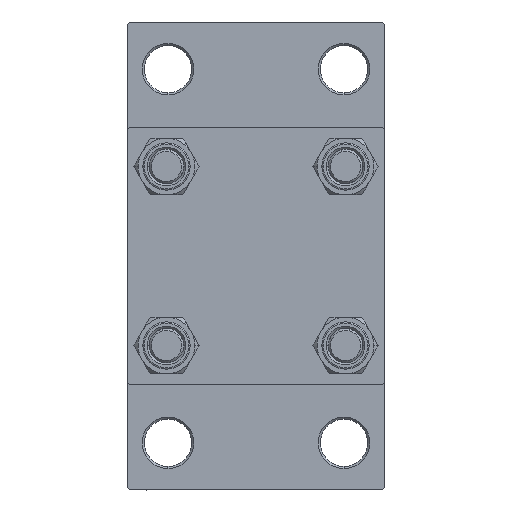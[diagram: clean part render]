
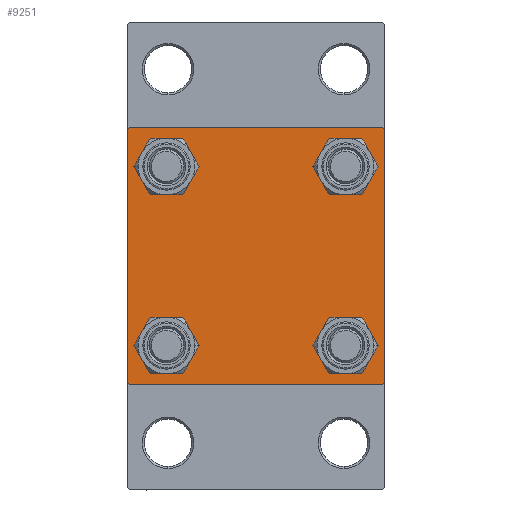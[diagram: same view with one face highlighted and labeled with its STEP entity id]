
A CAD part, left-side view. The second image highlights one B-rep face of the part: STEP entity #9251.
In plain terms, the highlighted planar face has unit normal (-1, 0, 0).
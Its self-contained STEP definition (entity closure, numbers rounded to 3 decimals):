
#112 = ORIENTED_EDGE ( 'NONE', *, *, #36859, .T. ) ;
#768 = VERTEX_POINT ( 'NONE', #29872 ) ;
#841 = CARTESIAN_POINT ( 'NONE',  ( 0., 20.85, 20.85 ) ) ;
#1473 = VERTEX_POINT ( 'NONE', #38820 ) ;
#1660 = CARTESIAN_POINT ( 'NONE',  ( 0., 20.85, -20.85 ) ) ;
#2584 = DIRECTION ( 'NONE',  ( 0., -0.707, -0.707 ) ) ;
#2939 = CARTESIAN_POINT ( 'NONE',  ( 0., 20.85, 16.35 ) ) ;
#3354 = CARTESIAN_POINT ( 'NONE',  ( 0., -30., -29.5 ) ) ;
#3627 = CIRCLE ( 'NONE', #30509, 4.5 ) ;
#3736 = EDGE_CURVE ( 'NONE', #20328, #35376, #44846, .T. ) ;
#4218 = EDGE_CURVE ( 'NONE', #39596, #26173, #21232, .T. ) ;
#4231 = CARTESIAN_POINT ( 'NONE',  ( 0., -20.85, 16.35 ) ) ;
#4448 = CARTESIAN_POINT ( 'NONE',  ( 0., -30., 30. ) ) ;
#4478 = CARTESIAN_POINT ( 'NONE',  ( 0., 20.85, -20.85 ) ) ;
#4764 = CARTESIAN_POINT ( 'NONE',  ( 0., -20.85, 20.85 ) ) ;
#5742 = CARTESIAN_POINT ( 'NONE',  ( 0., -30., 29.5 ) ) ;
#5761 = ORIENTED_EDGE ( 'NONE', *, *, #18822, .T. ) ;
#6409 = CIRCLE ( 'NONE', #31003, 4.5 ) ;
#6873 = DIRECTION ( 'NONE',  ( 1., 0., 0. ) ) ;
#6880 = CARTESIAN_POINT ( 'NONE',  ( 0., -29.5, 30. ) ) ;
#7247 = EDGE_CURVE ( 'NONE', #39596, #24803, #26843, .T. ) ;
#7448 = FACE_OUTER_BOUND ( 'NONE', #19205, .T. ) ;
#7600 = DIRECTION ( 'NONE',  ( 1., 0., 0. ) ) ;
#8218 = EDGE_LOOP ( 'NONE', ( #47244, #36418 ) ) ;
#8294 = DIRECTION ( 'NONE',  ( 0., 0., -1. ) ) ;
#8783 = VECTOR ( 'NONE', #46960, 1000. ) ;
#8834 = DIRECTION ( 'NONE',  ( 1., 0., 0. ) ) ;
#9251 = ADVANCED_FACE ( 'NONE', ( #15361, #40375, #27328, #44463, #7448 ), #18746, .T. ) ;
#9528 = EDGE_CURVE ( 'NONE', #29253, #23524, #45770, .T. ) ;
#9870 = LINE ( 'NONE', #42827, #43273 ) ;
#10326 = EDGE_CURVE ( 'NONE', #40364, #44512, #38879, .T. ) ;
#10531 = DIRECTION ( 'NONE',  ( 0., 0.707, 0.707 ) ) ;
#11210 = CARTESIAN_POINT ( 'NONE',  ( 0., -29.75, -29.75 ) ) ;
#11717 = EDGE_CURVE ( 'NONE', #768, #28966, #3627, .T. ) ;
#11887 = EDGE_LOOP ( 'NONE', ( #32091, #39357 ) ) ;
#12068 = CARTESIAN_POINT ( 'NONE',  ( 0., -29.5, -30. ) ) ;
#13145 = ORIENTED_EDGE ( 'NONE', *, *, #9528, .T. ) ;
#13312 = CARTESIAN_POINT ( 'NONE',  ( 0., 20.85, 20.85 ) ) ;
#14457 = ORIENTED_EDGE ( 'NONE', *, *, #46697, .T. ) ;
#15107 = AXIS2_PLACEMENT_3D ( 'NONE', #13312, #16453, #46025 ) ;
#15361 = FACE_BOUND ( 'NONE', #35699, .T. ) ;
#15981 = CARTESIAN_POINT ( 'NONE',  ( 0., 20.85, -25.35 ) ) ;
#16453 = DIRECTION ( 'NONE',  ( 1., 0., 0. ) ) ;
#18122 = EDGE_CURVE ( 'NONE', #23524, #29253, #35071, .T. ) ;
#18676 = CIRCLE ( 'NONE', #36339, 4.5 ) ;
#18746 = PLANE ( 'NONE',  #43483 ) ;
#18822 = EDGE_CURVE ( 'NONE', #43635, #35376, #47524, .T. ) ;
#18825 = CARTESIAN_POINT ( 'NONE',  ( 0., 30., 29.5 ) ) ;
#18903 = ORIENTED_EDGE ( 'NONE', *, *, #3736, .F. ) ;
#18927 = VERTEX_POINT ( 'NONE', #4231 ) ;
#18983 = CARTESIAN_POINT ( 'NONE',  ( 0., 0., 0. ) ) ;
#19108 = DIRECTION ( 'NONE',  ( 0., 0., 1. ) ) ;
#19160 = CARTESIAN_POINT ( 'NONE',  ( 0., 29.75, 29.75 ) ) ;
#19205 = EDGE_LOOP ( 'NONE', ( #14457, #42192, #112, #5761, #18903, #19865, #42623, #34476 ) ) ;
#19861 = DIRECTION ( 'NONE',  ( 1., 0., 0. ) ) ;
#19865 = ORIENTED_EDGE ( 'NONE', *, *, #44170, .T. ) ;
#20171 = DIRECTION ( 'NONE',  ( 0., 0., 1. ) ) ;
#20328 = VERTEX_POINT ( 'NONE', #5742 ) ;
#20474 = AXIS2_PLACEMENT_3D ( 'NONE', #1660, #38427, #20171 ) ;
#21232 = LINE ( 'NONE', #32290, #8783 ) ;
#21523 = ORIENTED_EDGE ( 'NONE', *, *, #18122, .T. ) ;
#21546 = DIRECTION ( 'NONE',  ( 0., 0., 1. ) ) ;
#22870 = EDGE_CURVE ( 'NONE', #1473, #18927, #36029, .T. ) ;
#23504 = DIRECTION ( 'NONE',  ( 0., 0., 1. ) ) ;
#23524 = VERTEX_POINT ( 'NONE', #29458 ) ;
#24567 = DIRECTION ( 'NONE',  ( 0., 0., -1. ) ) ;
#24693 = CIRCLE ( 'NONE', #30859, 4.5 ) ;
#24803 = VERTEX_POINT ( 'NONE', #18825 ) ;
#25028 = AXIS2_PLACEMENT_3D ( 'NONE', #841, #33768, #19108 ) ;
#25147 = CARTESIAN_POINT ( 'NONE',  ( 0., -20.85, -20.85 ) ) ;
#25934 = VECTOR ( 'NONE', #37159, 1000. ) ;
#26173 = VERTEX_POINT ( 'NONE', #6880 ) ;
#26843 = LINE ( 'NONE', #19160, #32670 ) ;
#26955 = CARTESIAN_POINT ( 'NONE',  ( 0., 29.75, -29.75 ) ) ;
#27328 = FACE_BOUND ( 'NONE', #8218, .T. ) ;
#28072 = LINE ( 'NONE', #26955, #41549 ) ;
#28159 = CARTESIAN_POINT ( 'NONE',  ( 0., 29.5, 30. ) ) ;
#28323 = LINE ( 'NONE', #42753, #30828 ) ;
#28824 = CARTESIAN_POINT ( 'NONE',  ( 0., 30., -29.5 ) ) ;
#28966 = VERTEX_POINT ( 'NONE', #45877 ) ;
#29253 = VERTEX_POINT ( 'NONE', #2939 ) ;
#29458 = CARTESIAN_POINT ( 'NONE',  ( 0., 20.85, 25.35 ) ) ;
#29872 = CARTESIAN_POINT ( 'NONE',  ( 0., -20.85, -16.35 ) ) ;
#29984 = DIRECTION ( 'NONE',  ( 0., 0.707, -0.707 ) ) ;
#30509 = AXIS2_PLACEMENT_3D ( 'NONE', #25147, #6873, #21546 ) ;
#30730 = DIRECTION ( 'NONE',  ( 1., 0., 0. ) ) ;
#30828 = VECTOR ( 'NONE', #10531, 1000. ) ;
#30859 = AXIS2_PLACEMENT_3D ( 'NONE', #36200, #7600, #43676 ) ;
#31003 = AXIS2_PLACEMENT_3D ( 'NONE', #39015, #8834, #23504 ) ;
#31073 = DIRECTION ( 'NONE',  ( 0., -1., 0. ) ) ;
#31320 = CARTESIAN_POINT ( 'NONE',  ( 0., 30., 30. ) ) ;
#32091 = ORIENTED_EDGE ( 'NONE', *, *, #11717, .T. ) ;
#32290 = CARTESIAN_POINT ( 'NONE',  ( 0., 30., 30. ) ) ;
#32670 = VECTOR ( 'NONE', #29984, 1000. ) ;
#33404 = DIRECTION ( 'NONE',  ( 0., 0., 1. ) ) ;
#33717 = AXIS2_PLACEMENT_3D ( 'NONE', #4764, #30730, #34103 ) ;
#33768 = DIRECTION ( 'NONE',  ( 1., 0., 0. ) ) ;
#33955 = CARTESIAN_POINT ( 'NONE',  ( 0., 20.85, -16.35 ) ) ;
#34103 = DIRECTION ( 'NONE',  ( 0., 0., 1. ) ) ;
#34476 = ORIENTED_EDGE ( 'NONE', *, *, #7247, .T. ) ;
#35071 = CIRCLE ( 'NONE', #15107, 4.5 ) ;
#35376 = VERTEX_POINT ( 'NONE', #3354 ) ;
#35681 = EDGE_CURVE ( 'NONE', #44512, #40364, #18676, .T. ) ;
#35699 = EDGE_LOOP ( 'NONE', ( #37355, #45865 ) ) ;
#36029 = CIRCLE ( 'NONE', #33717, 4.5 ) ;
#36200 = CARTESIAN_POINT ( 'NONE',  ( 0., -20.85, -20.85 ) ) ;
#36291 = VECTOR ( 'NONE', #24567, 1000. ) ;
#36339 = AXIS2_PLACEMENT_3D ( 'NONE', #4478, #19861, #38117 ) ;
#36418 = ORIENTED_EDGE ( 'NONE', *, *, #10326, .T. ) ;
#36511 = EDGE_CURVE ( 'NONE', #18927, #1473, #6409, .T. ) ;
#36767 = DIRECTION ( 'NONE',  ( -1., 0., 0. ) ) ;
#36859 = EDGE_CURVE ( 'NONE', #45928, #43635, #9870, .T. ) ;
#37159 = DIRECTION ( 'NONE',  ( 0., -0.707, 0.707 ) ) ;
#37355 = ORIENTED_EDGE ( 'NONE', *, *, #22870, .T. ) ;
#38117 = DIRECTION ( 'NONE',  ( 0., 0., 1. ) ) ;
#38427 = DIRECTION ( 'NONE',  ( 1., 0., 0. ) ) ;
#38820 = CARTESIAN_POINT ( 'NONE',  ( 0., -20.85, 25.35 ) ) ;
#38879 = CIRCLE ( 'NONE', #20474, 4.5 ) ;
#39015 = CARTESIAN_POINT ( 'NONE',  ( 0., -20.85, 20.85 ) ) ;
#39357 = ORIENTED_EDGE ( 'NONE', *, *, #41232, .T. ) ;
#39596 = VERTEX_POINT ( 'NONE', #28159 ) ;
#39944 = VERTEX_POINT ( 'NONE', #28824 ) ;
#40364 = VERTEX_POINT ( 'NONE', #15981 ) ;
#40375 = FACE_BOUND ( 'NONE', #11887, .T. ) ;
#41232 = EDGE_CURVE ( 'NONE', #28966, #768, #24693, .T. ) ;
#41549 = VECTOR ( 'NONE', #2584, 1000. ) ;
#42192 = ORIENTED_EDGE ( 'NONE', *, *, #42806, .T. ) ;
#42369 = LINE ( 'NONE', #31320, #36291 ) ;
#42623 = ORIENTED_EDGE ( 'NONE', *, *, #4218, .F. ) ;
#42753 = CARTESIAN_POINT ( 'NONE',  ( 0., -29.75, 29.75 ) ) ;
#42806 = EDGE_CURVE ( 'NONE', #39944, #45928, #28072, .T. ) ;
#42827 = CARTESIAN_POINT ( 'NONE',  ( 0., 30., -30. ) ) ;
#43273 = VECTOR ( 'NONE', #31073, 1000. ) ;
#43483 = AXIS2_PLACEMENT_3D ( 'NONE', #18983, #36767, #33404 ) ;
#43635 = VERTEX_POINT ( 'NONE', #12068 ) ;
#43676 = DIRECTION ( 'NONE',  ( 0., 0., 1. ) ) ;
#44170 = EDGE_CURVE ( 'NONE', #20328, #26173, #28323, .T. ) ;
#44463 = FACE_BOUND ( 'NONE', #46216, .T. ) ;
#44512 = VERTEX_POINT ( 'NONE', #33955 ) ;
#44846 = LINE ( 'NONE', #4448, #47147 ) ;
#45770 = CIRCLE ( 'NONE', #25028, 4.5 ) ;
#45865 = ORIENTED_EDGE ( 'NONE', *, *, #36511, .T. ) ;
#45877 = CARTESIAN_POINT ( 'NONE',  ( 0., -20.85, -25.35 ) ) ;
#45928 = VERTEX_POINT ( 'NONE', #47109 ) ;
#46025 = DIRECTION ( 'NONE',  ( 0., 0., 1. ) ) ;
#46216 = EDGE_LOOP ( 'NONE', ( #21523, #13145 ) ) ;
#46697 = EDGE_CURVE ( 'NONE', #24803, #39944, #42369, .T. ) ;
#46960 = DIRECTION ( 'NONE',  ( 0., -1., 0. ) ) ;
#47109 = CARTESIAN_POINT ( 'NONE',  ( 0., 29.5, -30. ) ) ;
#47147 = VECTOR ( 'NONE', #8294, 1000. ) ;
#47244 = ORIENTED_EDGE ( 'NONE', *, *, #35681, .T. ) ;
#47524 = LINE ( 'NONE', #11210, #25934 ) ;
